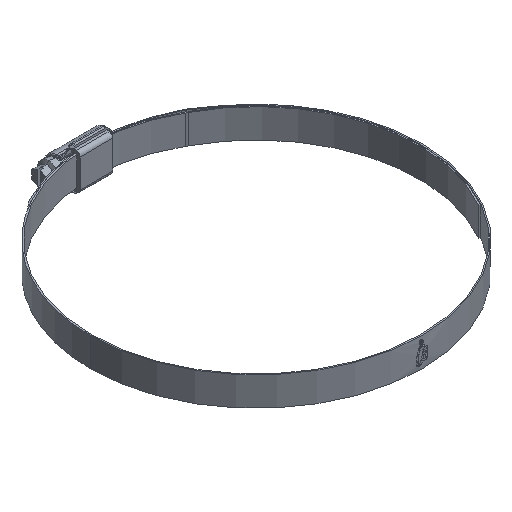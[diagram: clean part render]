
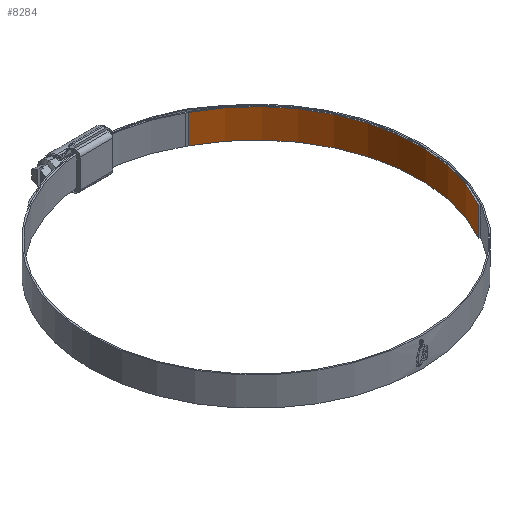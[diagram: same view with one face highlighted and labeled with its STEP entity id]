
A CAD part, isometric view. The second image highlights one B-rep face of the part: STEP entity #8284.
In plain terms, the highlighted cylindrical face has radius 89.5 mm (diameter 179 mm), a partial arc.
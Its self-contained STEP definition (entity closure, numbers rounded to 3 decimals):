
#77 = CARTESIAN_POINT ( 'NONE',  ( 77.509, -44.75, 7.95 ) ) ;
#204 = EDGE_LOOP ( 'NONE', ( #9782, #9287, #5380, #8583 ) ) ;
#412 = CARTESIAN_POINT ( 'NONE',  ( 0., 0., 7.95 ) ) ;
#423 = AXIS2_PLACEMENT_3D ( 'NONE', #8300, #9862, #6819 ) ;
#720 = VECTOR ( 'NONE', #8419, 1000. ) ;
#1335 = CARTESIAN_POINT ( 'NONE',  ( 77.509, -44.75, -7.95 ) ) ;
#1378 = CARTESIAN_POINT ( 'NONE',  ( 41.908, 79.082, -7.95 ) ) ;
#1564 = AXIS2_PLACEMENT_3D ( 'NONE', #412, #9251, #2770 ) ;
#1732 = EDGE_CURVE ( 'NONE', #7643, #8620, #4934, .T. ) ;
#1856 = DIRECTION ( 'NONE',  ( 1., 0., 0. ) ) ;
#2575 = EDGE_CURVE ( 'NONE', #3713, #7643, #8212, .T. ) ;
#2770 = DIRECTION ( 'NONE',  ( 1., 0., 0. ) ) ;
#2958 = CARTESIAN_POINT ( 'NONE',  ( 41.908, 79.082, 7.95 ) ) ;
#3173 = CARTESIAN_POINT ( 'NONE',  ( 41.908, 79.082, 7.95 ) ) ;
#3370 = CIRCLE ( 'NONE', #1564, 89.5 ) ;
#3656 = FACE_OUTER_BOUND ( 'NONE', #204, .T. ) ;
#3713 = VERTEX_POINT ( 'NONE', #6114 ) ;
#4484 = CYLINDRICAL_SURFACE ( 'NONE', #423, 89.5 ) ;
#4690 = VECTOR ( 'NONE', #9494, 1000. ) ;
#4934 = CIRCLE ( 'NONE', #5096, 89.5 ) ;
#5096 = AXIS2_PLACEMENT_3D ( 'NONE', #6546, #5779, #1856 ) ;
#5380 = ORIENTED_EDGE ( 'NONE', *, *, #7554, .T. ) ;
#5779 = DIRECTION ( 'NONE',  ( 0., 0., 1. ) ) ;
#6114 = CARTESIAN_POINT ( 'NONE',  ( 77.509, -44.75, 7.95 ) ) ;
#6546 = CARTESIAN_POINT ( 'NONE',  ( 0., 0., -7.95 ) ) ;
#6819 = DIRECTION ( 'NONE',  ( -1., 0., 0. ) ) ;
#7362 = VERTEX_POINT ( 'NONE', #3173 ) ;
#7554 = EDGE_CURVE ( 'NONE', #3713, #7362, #3370, .T. ) ;
#7643 = VERTEX_POINT ( 'NONE', #1335 ) ;
#8212 = LINE ( 'NONE', #77, #4690 ) ;
#8284 = ADVANCED_FACE ( 'NONE', ( #3656 ), #4484, .F. ) ;
#8300 = CARTESIAN_POINT ( 'NONE',  ( 0., 0., 7.95 ) ) ;
#8419 = DIRECTION ( 'NONE',  ( 0., 0., -1. ) ) ;
#8583 = ORIENTED_EDGE ( 'NONE', *, *, #8669, .T. ) ;
#8620 = VERTEX_POINT ( 'NONE', #1378 ) ;
#8669 = EDGE_CURVE ( 'NONE', #7362, #8620, #9298, .T. ) ;
#9251 = DIRECTION ( 'NONE',  ( 0., 0., 1. ) ) ;
#9287 = ORIENTED_EDGE ( 'NONE', *, *, #2575, .F. ) ;
#9298 = LINE ( 'NONE', #2958, #720 ) ;
#9494 = DIRECTION ( 'NONE',  ( 0., 0., -1. ) ) ;
#9782 = ORIENTED_EDGE ( 'NONE', *, *, #1732, .F. ) ;
#9862 = DIRECTION ( 'NONE',  ( 0., 0., -1. ) ) ;
